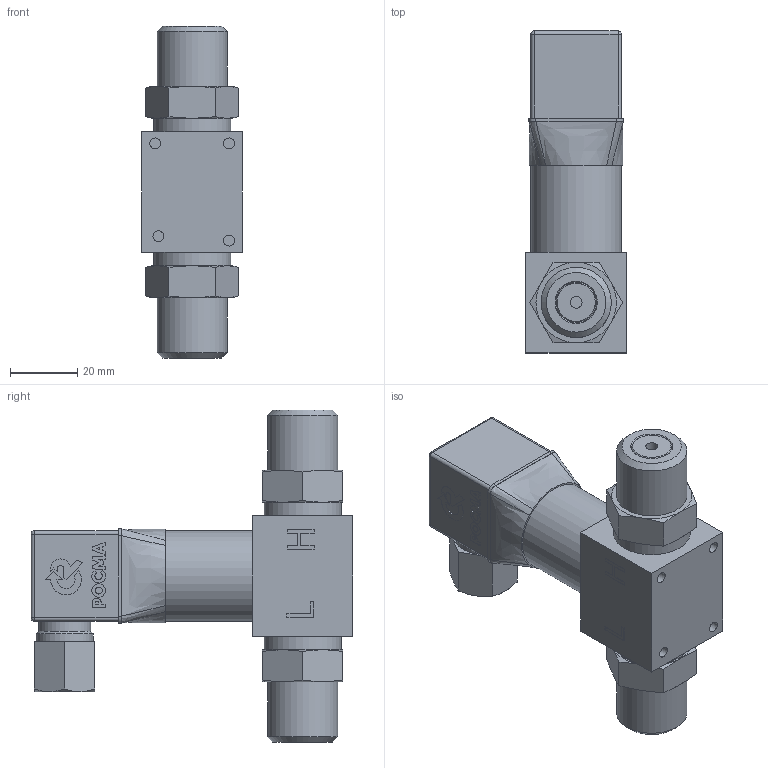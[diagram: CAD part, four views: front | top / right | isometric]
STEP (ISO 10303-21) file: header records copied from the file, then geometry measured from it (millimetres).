
FILE_DESCRIPTION(/* description */ (''),/* implementation_level */ '2;1');
FILE_NAME(/* name */ 'РПД-Д-G1_2.stp',/* time_stamp */ '2023-09-08T11:05:53+03:00',/* author */ ('Tech'),/* organization */ (''),/* preprocessor_version */ 'ST-DEVELOPER v18.1',/* originating_system */ 'Autodesk Inventor 2021',/* authorisation */ '');
FILE_SCHEMA (('AUTOMOTIVE_DESIGN { 1 0 10303 214 3 1 1 }'));
Length unit declared in the file: millimetre
Products named in the file (1): РПД-Д-G1/2
Bounding box: 30.1 x 96 x 99 mm (x, y, z)
Volume: 105503.8 mm3; surface area: 19715.1 mm2
Topology: 1 solids, 1 shells, 218 faces, 532 edges, 350 vertices
Faces by surface type: plane 131, cylinder 38, cone 37, bspline 8, sphere 4
Full cylindrical faces by diameter (mm): 2.067 x1, 3.242 x4, 3.5 x2, 4.092 x1, 6.5 x1, 8 x1, 15.5 x1, 17 x1, 20.955 x2, 23 x2, 27 x1
Entity records: 6593 total; most frequent: CARTESIAN_POINT 1453, ORIENTED_EDGE 1064, DIRECTION 1054, EDGE_CURVE 532, AXIS2_PLACEMENT_3D 371, VERTEX_POINT 350, LINE 312, VECTOR 312
